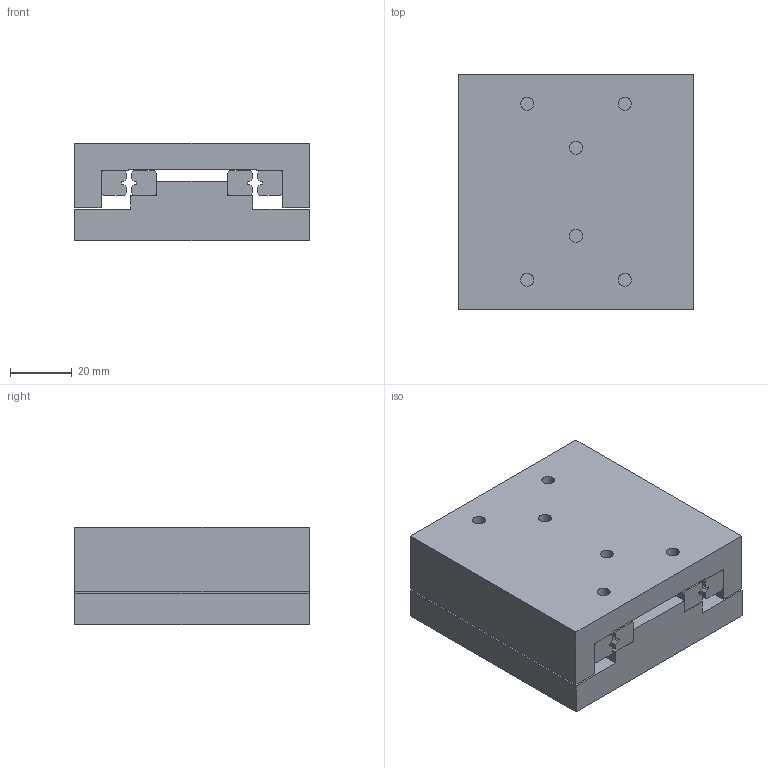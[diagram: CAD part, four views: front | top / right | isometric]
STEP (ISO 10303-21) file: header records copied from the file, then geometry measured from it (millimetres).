
FILE_DESCRIPTION((''),'2;1');
FILE_NAME('X-AC-3-3-2.stp','2003-08-22T12:43:43',('raulmb'),(''),'Autodesk Inventor (tm) 5.3','Autodesk Inventor (tm) 5.3','');
FILE_SCHEMA(('CONFIG_CONTROL_DESIGN'));
Length unit declared in the file: inch
Products named in the file (7): X-AC-3-3-2; X-AC-3-3-2 BOTTOM-PLATE; X-AC-3-3-2 TOP-PLATE; X-AC-3-3-2 RAIL-1; X-AC-3-3-2 RAIL-2; X-AC-3-3-2 RAIL-A; X-AC-3-3-2 RAIL-B
Assembly tree (6 placements, depth 2):
  X-AC-3-3-2
    X-AC-3-3-2 BOTTOM-PLATE
    X-AC-3-3-2 TOP-PLATE
    X-AC-3-3-2 RAIL-1
    X-AC-3-3-2 RAIL-2
    X-AC-3-3-2 RAIL-A
    X-AC-3-3-2 RAIL-B
Bounding box: 76.2 x 76.22 x 31.76 mm (x, y, z)
Volume: 164335.8 mm3; surface area: 46961.3 mm2
Topology: 6 solids, 6 shells, 124 faces, 324 edges, 216 vertices
Faces by surface type: plane 92, bspline 32
Entity records: 5101 total; most frequent: CARTESIAN_POINT 1165, ORIENTED_EDGE 648, DIRECTION 590, EDGE_CURVE 324, VECTOR 268, LINE 268, VERTEX_POINT 216, AXIS2_PLACEMENT_3D 161
